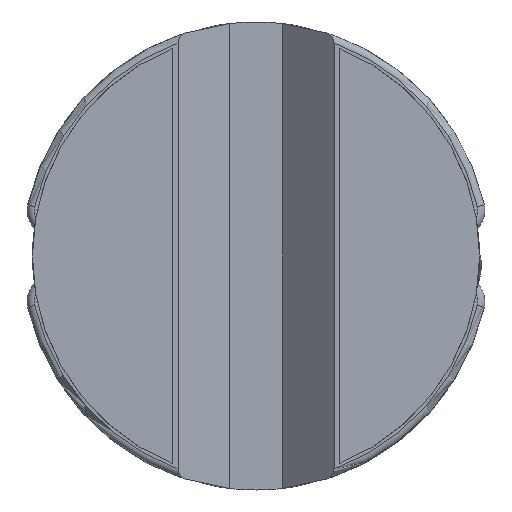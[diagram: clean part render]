
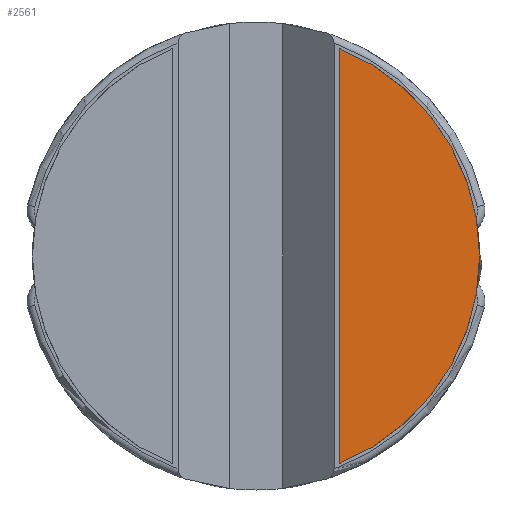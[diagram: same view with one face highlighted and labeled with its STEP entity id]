
A CAD part, front view. The second image highlights one B-rep face of the part: STEP entity #2561.
In plain terms, the highlighted planar face has unit normal (0, -1, 0).
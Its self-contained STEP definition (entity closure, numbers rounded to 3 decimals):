
#141 = VERTEX_POINT ( 'NONE', #920 ) ;
#144 = DIRECTION ( 'NONE',  ( 0., 1., 0. ) ) ;
#205 = VERTEX_POINT ( 'NONE', #610 ) ;
#610 = CARTESIAN_POINT ( 'NONE',  ( 0.8, 0., -1.996 ) ) ;
#753 = CARTESIAN_POINT ( 'NONE',  ( 0., 0., 0. ) ) ;
#920 = CARTESIAN_POINT ( 'NONE',  ( 0.8, 0., 1.996 ) ) ;
#1033 = DIRECTION ( 'NONE',  ( 0., 0., 1. ) ) ;
#1040 = VECTOR ( 'NONE', #1705, 1000. ) ;
#1137 = CIRCLE ( 'NONE', #1982, 2.15 ) ;
#1579 = ORIENTED_EDGE ( 'NONE', *, *, #1859, .T. ) ;
#1705 = DIRECTION ( 'NONE',  ( 0., 0., -1. ) ) ;
#1794 = LINE ( 'NONE', #2828, #1040 ) ;
#1803 = AXIS2_PLACEMENT_3D ( 'NONE', #1824, #144, #2116 ) ;
#1824 = CARTESIAN_POINT ( 'NONE',  ( 0., 0., 0. ) ) ;
#1859 = EDGE_CURVE ( 'NONE', #141, #205, #1794, .T. ) ;
#1982 = AXIS2_PLACEMENT_3D ( 'NONE', #753, #2723, #1033 ) ;
#2116 = DIRECTION ( 'NONE',  ( 0., 0., 1. ) ) ;
#2561 = ADVANCED_FACE ( 'NONE', ( #2761 ), #3223, .F. ) ;
#2631 = EDGE_LOOP ( 'NONE', ( #3268, #1579 ) ) ;
#2694 = EDGE_CURVE ( 'NONE', #205, #141, #1137, .T. ) ;
#2723 = DIRECTION ( 'NONE',  ( 0., -1., 0. ) ) ;
#2761 = FACE_OUTER_BOUND ( 'NONE', #2631, .T. ) ;
#2828 = CARTESIAN_POINT ( 'NONE',  ( 0.8, 0., 1.996 ) ) ;
#3223 = PLANE ( 'NONE',  #1803 ) ;
#3268 = ORIENTED_EDGE ( 'NONE', *, *, #2694, .T. ) ;
